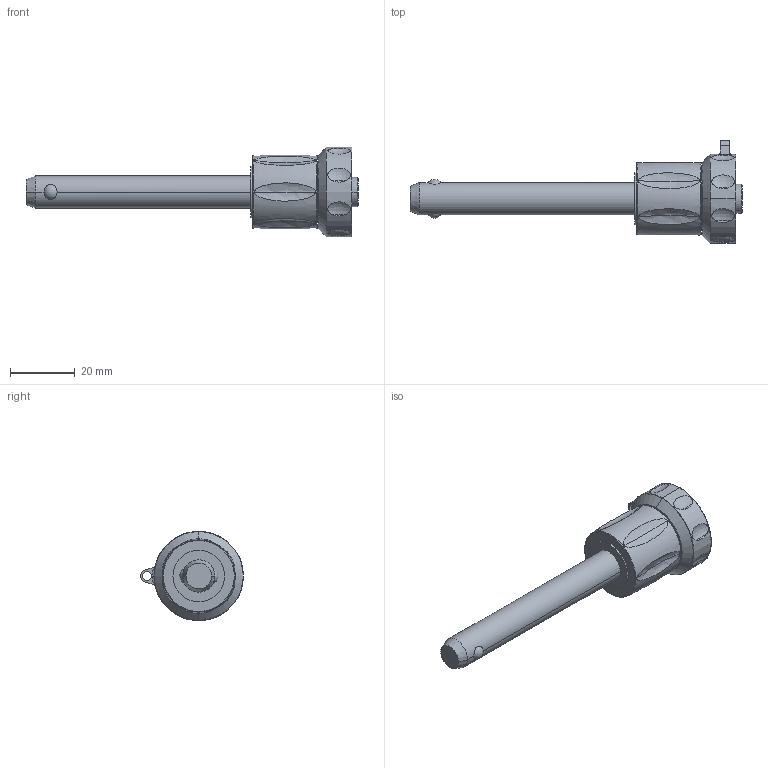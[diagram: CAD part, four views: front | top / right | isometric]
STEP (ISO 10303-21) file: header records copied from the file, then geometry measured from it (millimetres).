
FILE_DESCRIPTION(('STEP AP214'),'1');
FILE_NAME(' ',' ',('TraceParts'),('TraceParts S.A.'),'XStep 1.0',' ',' ');
FILE_SCHEMA(('automotive_design'));
Length unit declared in the file: millimetre
Products named in the file (1): 1
Bounding box: 102.7 x 31.79 x 27.6 mm (x, y, z)
Volume: 19391 mm3; surface area: 6123.2 mm2
Topology: 1 solids, 1 shells, 83 faces, 188 edges, 126 vertices
Faces by surface type: torus 42, cylinder 19, plane 12, cone 6, sphere 4
Entity records: 3129 total; most frequent: CARTESIAN_POINT 1238, DIRECTION 402, ORIENTED_EDGE 376, EDGE_CURVE 188, AXIS2_PLACEMENT_3D 184, VERTEX_POINT 126, EDGE_LOOP 104, CIRCLE 100
